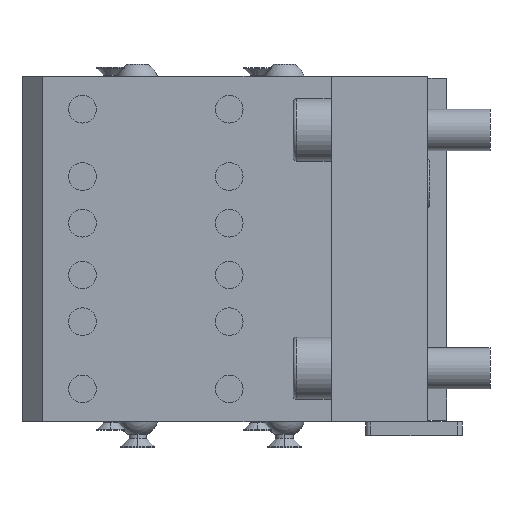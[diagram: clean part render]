
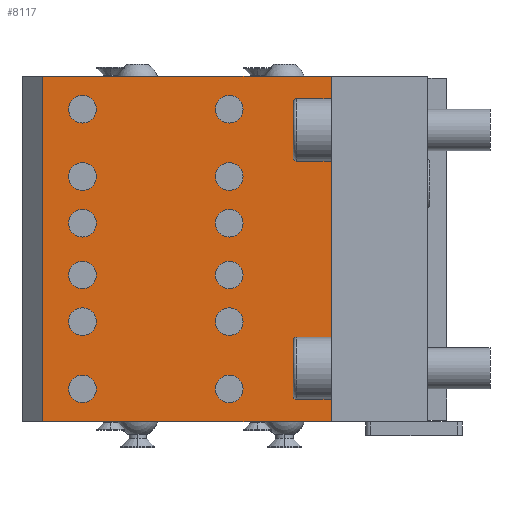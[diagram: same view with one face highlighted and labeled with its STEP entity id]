
A CAD part, front view. The second image highlights one B-rep face of the part: STEP entity #8117.
In plain terms, the highlighted planar face has unit normal (0, -1, 0).
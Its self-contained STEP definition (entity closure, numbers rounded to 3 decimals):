
#33=DIRECTION('',(1.,0.,0.));
#34=VECTOR('',#33,83.5);
#35=CARTESIAN_POINT('',(-111.5,-25.,-50.));
#36=LINE('',#35,#34);
#301=DIRECTION('',(0.,0.,1.));
#302=VECTOR('',#301,100.);
#303=CARTESIAN_POINT('',(-28.,-25.,-50.));
#304=LINE('',#303,#302);
#325=DIRECTION('',(0.,0.,1.));
#326=VECTOR('',#325,100.);
#327=CARTESIAN_POINT('',(-111.5,-25.,-50.));
#328=LINE('',#327,#326);
#329=CARTESIAN_POINT('',(-57.5,-25.,-40.5));
#330=DIRECTION('',(0.,-1.,0.));
#331=DIRECTION('',(0.,0.,1.));
#332=AXIS2_PLACEMENT_3D('',#329,#330,#331);
#334=CARTESIAN_POINT('',(-57.5,-25.,-40.5));
#335=DIRECTION('',(0.,-1.,0.));
#336=DIRECTION('',(0.,0.,-1.));
#337=AXIS2_PLACEMENT_3D('',#334,#335,#336);
#339=CARTESIAN_POINT('',(-57.5,-25.,-21.));
#340=DIRECTION('',(0.,-1.,0.));
#341=DIRECTION('',(0.,0.,1.));
#342=AXIS2_PLACEMENT_3D('',#339,#340,#341);
#344=CARTESIAN_POINT('',(-57.5,-25.,-21.));
#345=DIRECTION('',(0.,-1.,0.));
#346=DIRECTION('',(0.,0.,-1.));
#347=AXIS2_PLACEMENT_3D('',#344,#345,#346);
#349=CARTESIAN_POINT('',(-57.5,-25.,-7.5));
#350=DIRECTION('',(0.,-1.,0.));
#351=DIRECTION('',(0.,0.,1.));
#352=AXIS2_PLACEMENT_3D('',#349,#350,#351);
#354=CARTESIAN_POINT('',(-57.5,-25.,-7.5));
#355=DIRECTION('',(0.,-1.,0.));
#356=DIRECTION('',(0.,0.,-1.));
#357=AXIS2_PLACEMENT_3D('',#354,#355,#356);
#359=CARTESIAN_POINT('',(-57.5,-25.,40.5));
#360=DIRECTION('',(0.,-1.,0.));
#361=DIRECTION('',(0.,0.,1.));
#362=AXIS2_PLACEMENT_3D('',#359,#360,#361);
#364=CARTESIAN_POINT('',(-57.5,-25.,40.5));
#365=DIRECTION('',(0.,-1.,0.));
#366=DIRECTION('',(0.,0.,-1.));
#367=AXIS2_PLACEMENT_3D('',#364,#365,#366);
#369=CARTESIAN_POINT('',(-57.5,-25.,21.));
#370=DIRECTION('',(0.,-1.,0.));
#371=DIRECTION('',(0.,0.,1.));
#372=AXIS2_PLACEMENT_3D('',#369,#370,#371);
#374=CARTESIAN_POINT('',(-57.5,-25.,21.));
#375=DIRECTION('',(0.,-1.,0.));
#376=DIRECTION('',(0.,0.,-1.));
#377=AXIS2_PLACEMENT_3D('',#374,#375,#376);
#379=CARTESIAN_POINT('',(-57.5,-25.,7.5));
#380=DIRECTION('',(0.,-1.,0.));
#381=DIRECTION('',(0.,0.,1.));
#382=AXIS2_PLACEMENT_3D('',#379,#380,#381);
#384=CARTESIAN_POINT('',(-57.5,-25.,7.5));
#385=DIRECTION('',(0.,-1.,0.));
#386=DIRECTION('',(0.,0.,-1.));
#387=AXIS2_PLACEMENT_3D('',#384,#385,#386);
#389=CARTESIAN_POINT('',(-100.,-25.,-40.5));
#390=DIRECTION('',(0.,-1.,0.));
#391=DIRECTION('',(0.,0.,1.));
#392=AXIS2_PLACEMENT_3D('',#389,#390,#391);
#394=CARTESIAN_POINT('',(-100.,-25.,-40.5));
#395=DIRECTION('',(0.,-1.,0.));
#396=DIRECTION('',(0.,0.,-1.));
#397=AXIS2_PLACEMENT_3D('',#394,#395,#396);
#399=CARTESIAN_POINT('',(-100.,-25.,-7.5));
#400=DIRECTION('',(0.,-1.,0.));
#401=DIRECTION('',(0.,0.,1.));
#402=AXIS2_PLACEMENT_3D('',#399,#400,#401);
#404=CARTESIAN_POINT('',(-100.,-25.,-7.5));
#405=DIRECTION('',(0.,-1.,0.));
#406=DIRECTION('',(0.,0.,-1.));
#407=AXIS2_PLACEMENT_3D('',#404,#405,#406);
#409=CARTESIAN_POINT('',(-100.,-25.,-21.));
#410=DIRECTION('',(0.,-1.,0.));
#411=DIRECTION('',(0.,0.,1.));
#412=AXIS2_PLACEMENT_3D('',#409,#410,#411);
#414=CARTESIAN_POINT('',(-100.,-25.,-21.));
#415=DIRECTION('',(0.,-1.,0.));
#416=DIRECTION('',(0.,0.,-1.));
#417=AXIS2_PLACEMENT_3D('',#414,#415,#416);
#419=CARTESIAN_POINT('',(-100.,-25.,40.5));
#420=DIRECTION('',(0.,-1.,0.));
#421=DIRECTION('',(0.,0.,1.));
#422=AXIS2_PLACEMENT_3D('',#419,#420,#421);
#424=CARTESIAN_POINT('',(-100.,-25.,40.5));
#425=DIRECTION('',(0.,-1.,0.));
#426=DIRECTION('',(0.,0.,-1.));
#427=AXIS2_PLACEMENT_3D('',#424,#425,#426);
#429=CARTESIAN_POINT('',(-100.,-25.,21.));
#430=DIRECTION('',(0.,-1.,0.));
#431=DIRECTION('',(0.,0.,1.));
#432=AXIS2_PLACEMENT_3D('',#429,#430,#431);
#434=CARTESIAN_POINT('',(-100.,-25.,21.));
#435=DIRECTION('',(0.,-1.,0.));
#436=DIRECTION('',(0.,0.,-1.));
#437=AXIS2_PLACEMENT_3D('',#434,#435,#436);
#439=CARTESIAN_POINT('',(-100.,-25.,7.5));
#440=DIRECTION('',(0.,-1.,0.));
#441=DIRECTION('',(0.,0.,1.));
#442=AXIS2_PLACEMENT_3D('',#439,#440,#441);
#444=CARTESIAN_POINT('',(-100.,-25.,7.5));
#445=DIRECTION('',(0.,-1.,0.));
#446=DIRECTION('',(0.,0.,-1.));
#447=AXIS2_PLACEMENT_3D('',#444,#445,#446);
#731=DIRECTION('',(1.,0.,0.));
#732=VECTOR('',#731,83.5);
#733=CARTESIAN_POINT('',(-111.5,-25.,50.));
#734=LINE('',#733,#732);
#6809=CARTESIAN_POINT('',(-111.5,-25.,-50.));
#6810=VERTEX_POINT('',#6809);
#6811=CARTESIAN_POINT('',(-28.,-25.,-50.));
#6812=VERTEX_POINT('',#6811);
#6829=CARTESIAN_POINT('',(-111.5,-25.,50.));
#6830=VERTEX_POINT('',#6829);
#6831=CARTESIAN_POINT('',(-28.,-25.,50.));
#6832=VERTEX_POINT('',#6831);
#7329=CARTESIAN_POINT('',(-57.5,-25.,-36.5));
#7330=CARTESIAN_POINT('',(-57.5,-25.,-44.5));
#7331=VERTEX_POINT('',#7329);
#7332=VERTEX_POINT('',#7330);
#7345=CARTESIAN_POINT('',(-57.5,-25.,-17.));
#7346=CARTESIAN_POINT('',(-57.5,-25.,-25.));
#7347=VERTEX_POINT('',#7345);
#7348=VERTEX_POINT('',#7346);
#7361=CARTESIAN_POINT('',(-57.5,-25.,-3.5));
#7362=CARTESIAN_POINT('',(-57.5,-25.,-11.5));
#7363=VERTEX_POINT('',#7361);
#7364=VERTEX_POINT('',#7362);
#7377=CARTESIAN_POINT('',(-57.5,-25.,44.5));
#7378=CARTESIAN_POINT('',(-57.5,-25.,36.5));
#7379=VERTEX_POINT('',#7377);
#7380=VERTEX_POINT('',#7378);
#7393=CARTESIAN_POINT('',(-57.5,-25.,25.));
#7394=CARTESIAN_POINT('',(-57.5,-25.,17.));
#7395=VERTEX_POINT('',#7393);
#7396=VERTEX_POINT('',#7394);
#7409=CARTESIAN_POINT('',(-57.5,-25.,11.5));
#7410=CARTESIAN_POINT('',(-57.5,-25.,3.5));
#7411=VERTEX_POINT('',#7409);
#7412=VERTEX_POINT('',#7410);
#7521=CARTESIAN_POINT('',(-100.,-25.,-36.5));
#7522=CARTESIAN_POINT('',(-100.,-25.,-44.5));
#7523=VERTEX_POINT('',#7521);
#7524=VERTEX_POINT('',#7522);
#7537=CARTESIAN_POINT('',(-100.,-25.,-3.5));
#7538=CARTESIAN_POINT('',(-100.,-25.,-11.5));
#7539=VERTEX_POINT('',#7537);
#7540=VERTEX_POINT('',#7538);
#7553=CARTESIAN_POINT('',(-100.,-25.,-17.));
#7554=CARTESIAN_POINT('',(-100.,-25.,-25.));
#7555=VERTEX_POINT('',#7553);
#7556=VERTEX_POINT('',#7554);
#7569=CARTESIAN_POINT('',(-100.,-25.,44.5));
#7570=CARTESIAN_POINT('',(-100.,-25.,36.5));
#7571=VERTEX_POINT('',#7569);
#7572=VERTEX_POINT('',#7570);
#7585=CARTESIAN_POINT('',(-100.,-25.,25.));
#7586=CARTESIAN_POINT('',(-100.,-25.,17.));
#7587=VERTEX_POINT('',#7585);
#7588=VERTEX_POINT('',#7586);
#7601=CARTESIAN_POINT('',(-100.,-25.,11.5));
#7602=CARTESIAN_POINT('',(-100.,-25.,3.5));
#7603=VERTEX_POINT('',#7601);
#7604=VERTEX_POINT('',#7602);
#8032=CARTESIAN_POINT('',(-111.5,-25.,-50.));
#8033=DIRECTION('',(0.,-1.,0.));
#8034=DIRECTION('',(1.,0.,0.));
#8035=AXIS2_PLACEMENT_3D('',#8032,#8033,#8034);
#8036=PLANE('',#8035);
#8037=ORIENTED_EDGE('',*,*,#7719,.F.);
#8039=ORIENTED_EDGE('',*,*,#8038,.T.);
#8041=ORIENTED_EDGE('',*,*,#8040,.T.);
#8042=ORIENTED_EDGE('',*,*,#8012,.F.);
#8043=EDGE_LOOP('',(#8037,#8039,#8041,#8042));
#8044=FACE_OUTER_BOUND('',#8043,.F.);
#8046=ORIENTED_EDGE('',*,*,#8045,.T.);
#8048=ORIENTED_EDGE('',*,*,#8047,.T.);
#8049=EDGE_LOOP('',(#8046,#8048));
#8050=FACE_BOUND('',#8049,.F.);
#8052=ORIENTED_EDGE('',*,*,#8051,.T.);
#8054=ORIENTED_EDGE('',*,*,#8053,.T.);
#8055=EDGE_LOOP('',(#8052,#8054));
#8056=FACE_BOUND('',#8055,.F.);
#8058=ORIENTED_EDGE('',*,*,#8057,.T.);
#8060=ORIENTED_EDGE('',*,*,#8059,.T.);
#8061=EDGE_LOOP('',(#8058,#8060));
#8062=FACE_BOUND('',#8061,.F.);
#8064=ORIENTED_EDGE('',*,*,#8063,.T.);
#8066=ORIENTED_EDGE('',*,*,#8065,.T.);
#8067=EDGE_LOOP('',(#8064,#8066));
#8068=FACE_BOUND('',#8067,.F.);
#8070=ORIENTED_EDGE('',*,*,#8069,.T.);
#8072=ORIENTED_EDGE('',*,*,#8071,.T.);
#8073=EDGE_LOOP('',(#8070,#8072));
#8074=FACE_BOUND('',#8073,.F.);
#8076=ORIENTED_EDGE('',*,*,#8075,.T.);
#8078=ORIENTED_EDGE('',*,*,#8077,.T.);
#8079=EDGE_LOOP('',(#8076,#8078));
#8080=FACE_BOUND('',#8079,.F.);
#8082=ORIENTED_EDGE('',*,*,#8081,.T.);
#8084=ORIENTED_EDGE('',*,*,#8083,.T.);
#8085=EDGE_LOOP('',(#8082,#8084));
#8086=FACE_BOUND('',#8085,.F.);
#8088=ORIENTED_EDGE('',*,*,#8087,.T.);
#8090=ORIENTED_EDGE('',*,*,#8089,.T.);
#8091=EDGE_LOOP('',(#8088,#8090));
#8092=FACE_BOUND('',#8091,.F.);
#8094=ORIENTED_EDGE('',*,*,#8093,.T.);
#8096=ORIENTED_EDGE('',*,*,#8095,.T.);
#8097=EDGE_LOOP('',(#8094,#8096));
#8098=FACE_BOUND('',#8097,.F.);
#8100=ORIENTED_EDGE('',*,*,#8099,.T.);
#8102=ORIENTED_EDGE('',*,*,#8101,.T.);
#8103=EDGE_LOOP('',(#8100,#8102));
#8104=FACE_BOUND('',#8103,.F.);
#8106=ORIENTED_EDGE('',*,*,#8105,.T.);
#8108=ORIENTED_EDGE('',*,*,#8107,.T.);
#8109=EDGE_LOOP('',(#8106,#8108));
#8110=FACE_BOUND('',#8109,.F.);
#8112=ORIENTED_EDGE('',*,*,#8111,.T.);
#8114=ORIENTED_EDGE('',*,*,#8113,.T.);
#8115=EDGE_LOOP('',(#8112,#8114));
#8116=FACE_BOUND('',#8115,.F.);
#8117=ADVANCED_FACE('',(#8044,#8050,#8056,#8062,#8068,#8074,#8080,#8086,#8092,
#8098,#8104,#8110,#8116),#8036,.T.);
#333=CIRCLE('',#332,4.);
#338=CIRCLE('',#337,4.);
#343=CIRCLE('',#342,4.);
#348=CIRCLE('',#347,4.);
#353=CIRCLE('',#352,4.);
#358=CIRCLE('',#357,4.);
#363=CIRCLE('',#362,4.);
#368=CIRCLE('',#367,4.);
#373=CIRCLE('',#372,4.);
#378=CIRCLE('',#377,4.);
#383=CIRCLE('',#382,4.);
#388=CIRCLE('',#387,4.);
#393=CIRCLE('',#392,4.);
#398=CIRCLE('',#397,4.);
#403=CIRCLE('',#402,4.);
#408=CIRCLE('',#407,4.);
#413=CIRCLE('',#412,4.);
#418=CIRCLE('',#417,4.);
#423=CIRCLE('',#422,4.);
#428=CIRCLE('',#427,4.);
#433=CIRCLE('',#432,4.);
#438=CIRCLE('',#437,4.);
#443=CIRCLE('',#442,4.);
#448=CIRCLE('',#447,4.);
#7719=EDGE_CURVE('',#6810,#6812,#36,.T.);
#8012=EDGE_CURVE('',#6812,#6832,#304,.T.);
#8038=EDGE_CURVE('',#6810,#6830,#328,.T.);
#8040=EDGE_CURVE('',#6830,#6832,#734,.T.);
#8045=EDGE_CURVE('',#7331,#7332,#333,.T.);
#8047=EDGE_CURVE('',#7332,#7331,#338,.T.);
#8051=EDGE_CURVE('',#7347,#7348,#343,.T.);
#8053=EDGE_CURVE('',#7348,#7347,#348,.T.);
#8057=EDGE_CURVE('',#7363,#7364,#353,.T.);
#8059=EDGE_CURVE('',#7364,#7363,#358,.T.);
#8063=EDGE_CURVE('',#7379,#7380,#363,.T.);
#8065=EDGE_CURVE('',#7380,#7379,#368,.T.);
#8069=EDGE_CURVE('',#7395,#7396,#373,.T.);
#8071=EDGE_CURVE('',#7396,#7395,#378,.T.);
#8075=EDGE_CURVE('',#7411,#7412,#383,.T.);
#8077=EDGE_CURVE('',#7412,#7411,#388,.T.);
#8081=EDGE_CURVE('',#7523,#7524,#393,.T.);
#8083=EDGE_CURVE('',#7524,#7523,#398,.T.);
#8087=EDGE_CURVE('',#7539,#7540,#403,.T.);
#8089=EDGE_CURVE('',#7540,#7539,#408,.T.);
#8093=EDGE_CURVE('',#7555,#7556,#413,.T.);
#8095=EDGE_CURVE('',#7556,#7555,#418,.T.);
#8099=EDGE_CURVE('',#7571,#7572,#423,.T.);
#8101=EDGE_CURVE('',#7572,#7571,#428,.T.);
#8105=EDGE_CURVE('',#7587,#7588,#433,.T.);
#8107=EDGE_CURVE('',#7588,#7587,#438,.T.);
#8111=EDGE_CURVE('',#7603,#7604,#443,.T.);
#8113=EDGE_CURVE('',#7604,#7603,#448,.T.);
